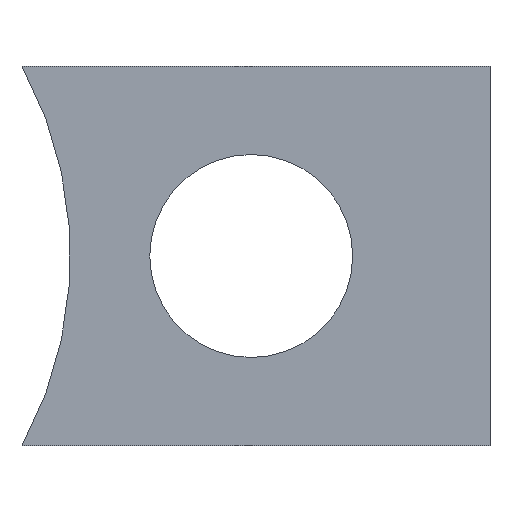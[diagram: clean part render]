
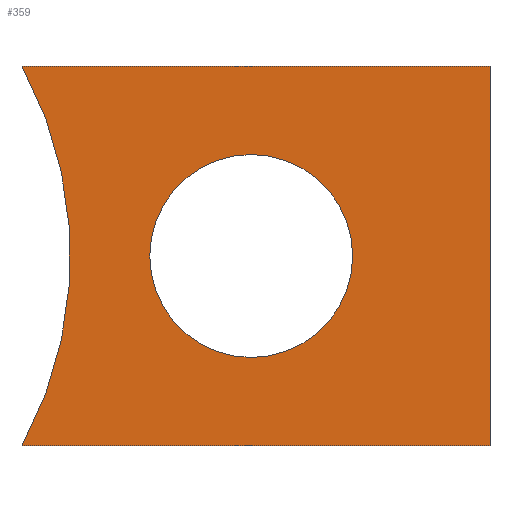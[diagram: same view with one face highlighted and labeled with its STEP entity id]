
A CAD part, front view. The second image highlights one B-rep face of the part: STEP entity #359.
In plain terms, the highlighted planar face has unit normal (0, -1, 0).
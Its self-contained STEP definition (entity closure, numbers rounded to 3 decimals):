
#29 = LINE ( 'NONE', #97, #625 ) ;
#72 = ORIENTED_EDGE ( 'NONE', *, *, #475, .T. ) ;
#82 = VERTEX_POINT ( 'NONE', #241 ) ;
#89 = CARTESIAN_POINT ( 'NONE',  ( -7.545, -2.829, -15.9 ) ) ;
#97 = CARTESIAN_POINT ( 'NONE',  ( 12.055, -2.829, -15.9 ) ) ;
#100 = DIRECTION ( 'NONE',  ( 0., -1., 0. ) ) ;
#142 = EDGE_CURVE ( 'NONE', #708, #82, #470, .T. ) ;
#148 = PLANE ( 'NONE',  #559 ) ;
#158 = CARTESIAN_POINT ( 'NONE',  ( 12.055, -2.829, 0. ) ) ;
#241 = CARTESIAN_POINT ( 'NONE',  ( -7.545, -2.829, 0. ) ) ;
#254 = DIRECTION ( 'NONE',  ( 1., 0., 0. ) ) ;
#260 = ORIENTED_EDGE ( 'NONE', *, *, #142, .F. ) ;
#267 = EDGE_LOOP ( 'NONE', ( #792, #491 ) ) ;
#294 = VERTEX_POINT ( 'NONE', #831 ) ;
#297 = CARTESIAN_POINT ( 'NONE',  ( 2.055, -2.829, -7.95 ) ) ;
#313 = VECTOR ( 'NONE', #521, 1000. ) ;
#317 = CARTESIAN_POINT ( 'NONE',  ( -22.149, -2.829, -7.95 ) ) ;
#323 = VECTOR ( 'NONE', #419, 1000. ) ;
#324 = EDGE_CURVE ( 'NONE', #82, #446, #396, .T. ) ;
#332 = ORIENTED_EDGE ( 'NONE', *, *, #803, .T. ) ;
#333 = AXIS2_PLACEMENT_3D ( 'NONE', #297, #461, #801 ) ;
#359 = ADVANCED_FACE ( 'NONE', ( #693, #741 ), #148, .T. ) ;
#396 = LINE ( 'NONE', #909, #323 ) ;
#419 = DIRECTION ( 'NONE',  ( 1., 0., 0. ) ) ;
#446 = VERTEX_POINT ( 'NONE', #158 ) ;
#451 = EDGE_CURVE ( 'NONE', #294, #830, #867, .T. ) ;
#461 = DIRECTION ( 'NONE',  ( 0., -1., 0. ) ) ;
#463 = EDGE_CURVE ( 'NONE', #830, #294, #725, .T. ) ;
#470 = CIRCLE ( 'NONE', #822, 16.628 ) ;
#475 = EDGE_CURVE ( 'NONE', #740, #446, #500, .T. ) ;
#491 = ORIENTED_EDGE ( 'NONE', *, *, #463, .F. ) ;
#500 = LINE ( 'NONE', #863, #313 ) ;
#521 = DIRECTION ( 'NONE',  ( 0., 0., 1. ) ) ;
#529 = DIRECTION ( 'NONE',  ( 0., 0., 1. ) ) ;
#559 = AXIS2_PLACEMENT_3D ( 'NONE', #712, #775, #915 ) ;
#584 = CARTESIAN_POINT ( 'NONE',  ( 12.055, -2.829, -15.9 ) ) ;
#620 = EDGE_LOOP ( 'NONE', ( #260, #332, #72, #709 ) ) ;
#625 = VECTOR ( 'NONE', #254, 1000. ) ;
#667 = AXIS2_PLACEMENT_3D ( 'NONE', #875, #672, #669 ) ;
#669 = DIRECTION ( 'NONE',  ( 0., 0., -1. ) ) ;
#672 = DIRECTION ( 'NONE',  ( 0., -1., 0. ) ) ;
#679 = CARTESIAN_POINT ( 'NONE',  ( 2.055, -2.829, -3.7 ) ) ;
#693 = FACE_BOUND ( 'NONE', #267, .T. ) ;
#708 = VERTEX_POINT ( 'NONE', #89 ) ;
#709 = ORIENTED_EDGE ( 'NONE', *, *, #324, .F. ) ;
#712 = CARTESIAN_POINT ( 'NONE',  ( 12.055, -2.829, -15.9 ) ) ;
#725 = CIRCLE ( 'NONE', #667, 4.25 ) ;
#740 = VERTEX_POINT ( 'NONE', #584 ) ;
#741 = FACE_OUTER_BOUND ( 'NONE', #620, .T. ) ;
#775 = DIRECTION ( 'NONE',  ( 0., -1., 0. ) ) ;
#792 = ORIENTED_EDGE ( 'NONE', *, *, #451, .F. ) ;
#801 = DIRECTION ( 'NONE',  ( 0., 0., -1. ) ) ;
#803 = EDGE_CURVE ( 'NONE', #708, #740, #29, .T. ) ;
#822 = AXIS2_PLACEMENT_3D ( 'NONE', #317, #100, #529 ) ;
#830 = VERTEX_POINT ( 'NONE', #679 ) ;
#831 = CARTESIAN_POINT ( 'NONE',  ( 2.055, -2.829, -12.2 ) ) ;
#863 = CARTESIAN_POINT ( 'NONE',  ( 12.055, -2.829, -15.9 ) ) ;
#867 = CIRCLE ( 'NONE', #333, 4.25 ) ;
#875 = CARTESIAN_POINT ( 'NONE',  ( 2.055, -2.829, -7.95 ) ) ;
#909 = CARTESIAN_POINT ( 'NONE',  ( 12.055, -2.829, 0. ) ) ;
#915 = DIRECTION ( 'NONE',  ( 1., 0., 0. ) ) ;
